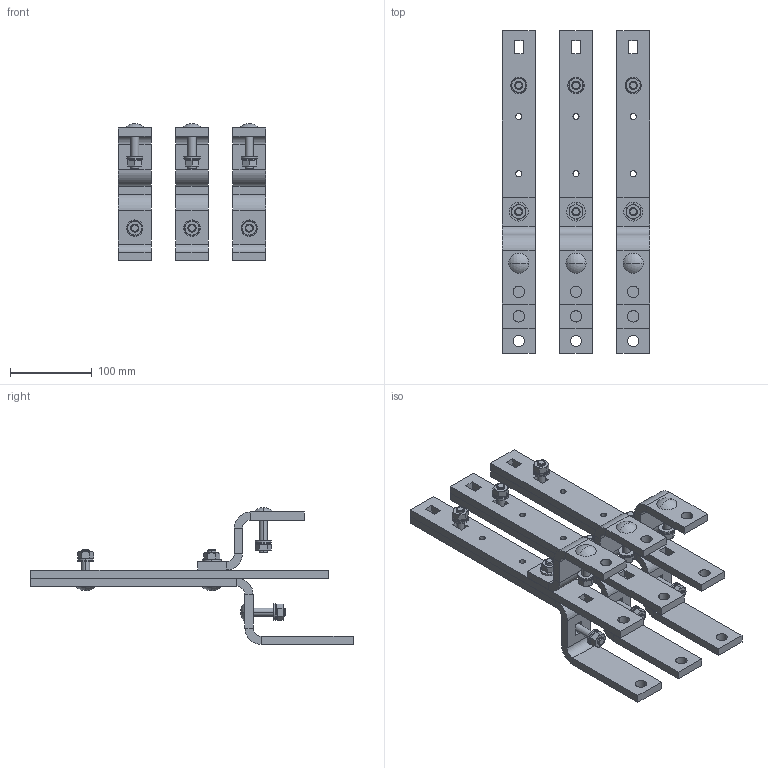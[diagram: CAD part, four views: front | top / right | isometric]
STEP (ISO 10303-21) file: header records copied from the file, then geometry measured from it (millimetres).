
FILE_DESCRIPTION(('STEP AP214'),'1');
FILE_NAME('cctmp_BB911F58-59E6-4CE9-ACFB-51A5013D01CF_2024_05_23_13_32_18_0596..stp','2024-05-23T11:32:19',('SIEMENS A&D'),('CADClick - www.CADClick.com'),'Spatial InterOp 3D',' ','unknown authorization');
FILE_SCHEMA(('AUTOMOTIVE_DESIGN'));
Length unit declared in the file: millimetre
Products named in the file (55): cc_unnamed; 2024_05_23_13_32_18_0565; 2024_05_23_13_32_18_0527; 2024_05_23_13_32_18_0496; 2024_05_23_13_32_18_0427; 2024_05_23_13_32_18_0395; 2024_05_23_13_32_18_0364; 2024_05_23_13_32_18_0295; 2024_05_23_13_32_18_0264; 2024_05_23_13_32_18_0226; 2024_05_23_13_32_18_0163; 2024_05_23_13_32_18_0125; 2024_05_23_13_32_18_0094; 2024_05_23_13_32_18_0063; 2024_05_23_13_32_17_0993; 2024_05_23_13_32_17_0962; 2024_05_23_13_32_17_0924; 2024_05_23_13_32_17_0893; 2024_05_23_13_32_17_0824; 2024_05_23_13_32_17_0793; 2024_05_23_13_32_17_0762; 2024_05_23_13_32_17_0724; 2024_05_23_13_32_17_0661; 2024_05_23_13_32_17_0624; 2024_05_23_13_32_17_0593; 2024_05_23_13_32_17_0562; 2024_05_23_13_32_17_0493; 2024_05_23_13_32_17_0461; 2024_05_23_13_32_17_0423; 2024_05_23_13_32_17_0392; 2024_05_23_13_32_17_0323; 2024_05_23_13_32_17_0292; 2024_05_23_13_32_17_0260; 2024_05_23_13_32_17_0222; 2024_05_23_13_32_17_0160; 2024_05_23_13_32_17_0122; 2024_05_23_13_32_17_0091; 2024_05_23_13_32_17_0059; 2024_05_23_13_32_16_0991; 2024_05_23_13_32_16_0960 ...
Assembly tree (54 placements, depth 2):
  cc_unnamed
    2024_05_23_13_32_18_0565
    2024_05_23_13_32_18_0527
    2024_05_23_13_32_18_0496
    2024_05_23_13_32_18_0427
    2024_05_23_13_32_18_0395
    2024_05_23_13_32_18_0364
    2024_05_23_13_32_18_0295
    2024_05_23_13_32_18_0264
    2024_05_23_13_32_18_0226
    2024_05_23_13_32_18_0163
    2024_05_23_13_32_18_0125
    2024_05_23_13_32_18_0094
    2024_05_23_13_32_18_0063
    2024_05_23_13_32_17_0993
    2024_05_23_13_32_17_0962
    2024_05_23_13_32_17_0924
    2024_05_23_13_32_17_0893
    2024_05_23_13_32_17_0824
    2024_05_23_13_32_17_0793
    2024_05_23_13_32_17_0762
    2024_05_23_13_32_17_0724
    2024_05_23_13_32_17_0661
    2024_05_23_13_32_17_0624
    2024_05_23_13_32_17_0593
    2024_05_23_13_32_17_0562
    2024_05_23_13_32_17_0493
    2024_05_23_13_32_17_0461
    2024_05_23_13_32_17_0423
    2024_05_23_13_32_17_0392
    2024_05_23_13_32_17_0323
    2024_05_23_13_32_17_0292
    2024_05_23_13_32_17_0260
    2024_05_23_13_32_17_0222
    2024_05_23_13_32_17_0160
    2024_05_23_13_32_17_0122
    2024_05_23_13_32_17_0091
    2024_05_23_13_32_17_0059
    2024_05_23_13_32_16_0991
    2024_05_23_13_32_16_0960
    2024_05_23_13_32_16_0922
    2024_05_23_13_32_16_0890
    2024_05_23_13_32_16_0815
    2024_05_23_13_32_16_0784
    2024_05_23_13_32_16_0737
    2024_05_23_13_32_16_0706
    2024_05_23_13_32_16_0643
    2024_05_23_13_32_16_0612
    2024_05_23_13_32_16_0581
    2024_05_23_13_32_16_0550
    2024_05_23_13_32_16_0518
    2024_05_23_13_32_16_0487
    2024_05_23_13_32_16_0456
    2024_05_23_13_32_16_0425
    2024_05_23_13_32_16_0393
Bounding box: 180 x 394.5 x 167.38 mm (x, y, z)
Volume: 1216521 mm3; surface area: 371652.2 mm2
Topology: 54 solids, 54 shells, 888 faces, 2004 edges, 1260 vertices
Faces by surface type: plane 498, cylinder 222, cone 144, sphere 24
Entity records: 33716 total; most frequent: CARTESIAN_POINT 4783, DIRECTION 4382, ORIENTED_EDGE 4008, EDGE_CURVE 2004, AXIS2_PLACEMENT_3D 1579, VERTEX_POINT 1260, LINE 1224, VECTOR 1224
